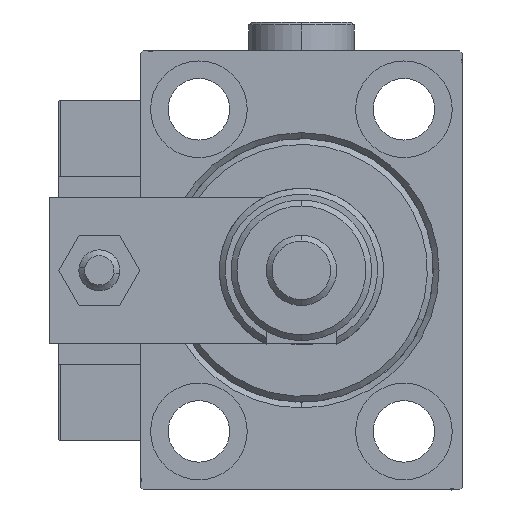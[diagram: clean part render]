
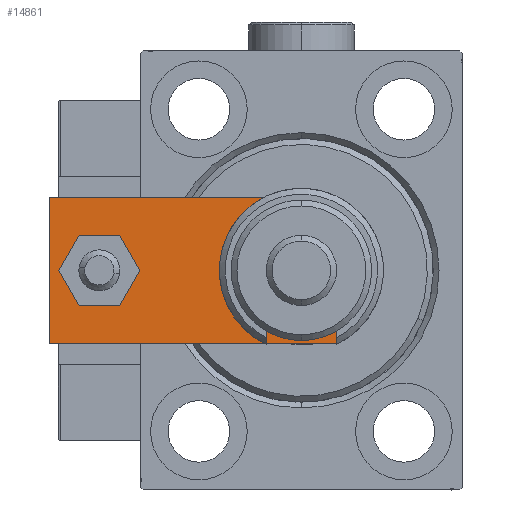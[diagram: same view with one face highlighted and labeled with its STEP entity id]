
A CAD part, left-side view. The second image highlights one B-rep face of the part: STEP entity #14861.
In plain terms, the highlighted face is planar.
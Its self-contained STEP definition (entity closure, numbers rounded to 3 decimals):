
#432 = CIRCLE ( 'NONE', #31165, 4. ) ;
#1246 = EDGE_CURVE ( 'NONE', #29034, #32006, #15714, .T. ) ;
#1445 = DIRECTION ( 'NONE',  ( 1., 0., 0. ) ) ;
#1817 = EDGE_LOOP ( 'NONE', ( #7289, #13478, #24096, #26416, #52033, #17527 ) ) ;
#2108 = DIRECTION ( 'NONE',  ( 1., 0., 0. ) ) ;
#2207 = DIRECTION ( 'NONE',  ( 1., 0., 0. ) ) ;
#4516 = DIRECTION ( 'NONE',  ( 0., -1., 0. ) ) ;
#5113 = CARTESIAN_POINT ( 'NONE',  ( 8.25, 12., 6. ) ) ;
#6232 = DIRECTION ( 'NONE',  ( 0., 0., 1. ) ) ;
#7006 = DIRECTION ( 'NONE',  ( 0.707, 0.707, 0. ) ) ;
#7060 = LINE ( 'NONE', #23544, #45682 ) ;
#7289 = ORIENTED_EDGE ( 'NONE', *, *, #12719, .T. ) ;
#7355 = DIRECTION ( 'NONE',  ( 0.707, -0.707, 0. ) ) ;
#7770 = VERTEX_POINT ( 'NONE', #33863 ) ;
#8168 = CARTESIAN_POINT ( 'NONE',  ( 12.5, 5.66, 6. ) ) ;
#9054 = AXIS2_PLACEMENT_3D ( 'NONE', #53056, #10692, #2207 ) ;
#9130 = EDGE_CURVE ( 'NONE', #21868, #9873, #42353, .T. ) ;
#9873 = VERTEX_POINT ( 'NONE', #14006 ) ;
#10692 = DIRECTION ( 'NONE',  ( 0., 0., 1. ) ) ;
#11119 = CARTESIAN_POINT ( 'NONE',  ( 12.5, 55., 6. ) ) ;
#11450 = CIRCLE ( 'NONE', #42228, 4. ) ;
#11458 = CARTESIAN_POINT ( 'NONE',  ( -3.42, -3.42, 6. ) ) ;
#11965 = DIRECTION ( 'NONE',  ( 0., 1., 0. ) ) ;
#12719 = EDGE_CURVE ( 'NONE', #50573, #7770, #30063, .T. ) ;
#13054 = DIRECTION ( 'NONE',  ( 0., 0., 1. ) ) ;
#13325 = DIRECTION ( 'NONE',  ( 1., 0., 0. ) ) ;
#13391 = EDGE_CURVE ( 'NONE', #9873, #21868, #46039, .T. ) ;
#13423 = EDGE_CURVE ( 'NONE', #16399, #50573, #52107, .T. ) ;
#13476 = VECTOR ( 'NONE', #14405, 1000. ) ;
#13478 = ORIENTED_EDGE ( 'NONE', *, *, #35122, .T. ) ;
#13628 = CARTESIAN_POINT ( 'NONE',  ( 0., 46.5, 6. ) ) ;
#14006 = CARTESIAN_POINT ( 'NONE',  ( -8.25, 12., 6. ) ) ;
#14405 = DIRECTION ( 'NONE',  ( -1., 0., 0. ) ) ;
#14808 = FACE_BOUND ( 'NONE', #16181, .T. ) ;
#14861 = ADVANCED_FACE ( 'NONE', ( #14808, #40695, #48401 ), #15074, .T. ) ;
#15074 = PLANE ( 'NONE',  #9054 ) ;
#15714 = LINE ( 'NONE', #36398, #38663 ) ;
#16181 = EDGE_LOOP ( 'NONE', ( #35699, #31935 ) ) ;
#16399 = VERTEX_POINT ( 'NONE', #11119 ) ;
#17527 = ORIENTED_EDGE ( 'NONE', *, *, #13423, .T. ) ;
#17648 = CARTESIAN_POINT ( 'NONE',  ( -12.5, 55., 6. ) ) ;
#18406 = ORIENTED_EDGE ( 'NONE', *, *, #9130, .F. ) ;
#18689 = VERTEX_POINT ( 'NONE', #38031 ) ;
#18696 = EDGE_CURVE ( 'NONE', #18689, #37441, #432, .T. ) ;
#18761 = DIRECTION ( 'NONE',  ( 1., 0., 0. ) ) ;
#18915 = CARTESIAN_POINT ( 'NONE',  ( -12.5, 55., 6. ) ) ;
#19505 = AXIS2_PLACEMENT_3D ( 'NONE', #29055, #28780, #36514 ) ;
#21868 = VERTEX_POINT ( 'NONE', #5113 ) ;
#23544 = CARTESIAN_POINT ( 'NONE',  ( 12.5, 0., 6. ) ) ;
#24096 = ORIENTED_EDGE ( 'NONE', *, *, #1246, .T. ) ;
#26151 = CARTESIAN_POINT ( 'NONE',  ( -6.84, 0., 6. ) ) ;
#26416 = ORIENTED_EDGE ( 'NONE', *, *, #53873, .T. ) ;
#28780 = DIRECTION ( 'NONE',  ( 0., 0., 1. ) ) ;
#29034 = VERTEX_POINT ( 'NONE', #26151 ) ;
#29055 = CARTESIAN_POINT ( 'NONE',  ( 0., 12., 6. ) ) ;
#30063 = LINE ( 'NONE', #17648, #44223 ) ;
#30312 = DIRECTION ( 'NONE',  ( 0., 0., 1. ) ) ;
#31165 = AXIS2_PLACEMENT_3D ( 'NONE', #47629, #30312, #1445 ) ;
#31935 = ORIENTED_EDGE ( 'NONE', *, *, #42274, .F. ) ;
#32006 = VERTEX_POINT ( 'NONE', #38748 ) ;
#32045 = LINE ( 'NONE', #48809, #40023 ) ;
#32537 = CARTESIAN_POINT ( 'NONE',  ( 4., 46.5, 6. ) ) ;
#33863 = CARTESIAN_POINT ( 'NONE',  ( -12.5, 5.66, 6. ) ) ;
#35122 = EDGE_CURVE ( 'NONE', #7770, #29034, #49163, .T. ) ;
#35699 = ORIENTED_EDGE ( 'NONE', *, *, #18696, .F. ) ;
#36043 = ORIENTED_EDGE ( 'NONE', *, *, #13391, .F. ) ;
#36398 = CARTESIAN_POINT ( 'NONE',  ( -12.5, 0., 6. ) ) ;
#36514 = DIRECTION ( 'NONE',  ( 1., 0., 0. ) ) ;
#36725 = VECTOR ( 'NONE', #7355, 1000. ) ;
#37077 = VERTEX_POINT ( 'NONE', #8168 ) ;
#37441 = VERTEX_POINT ( 'NONE', #32537 ) ;
#38031 = CARTESIAN_POINT ( 'NONE',  ( -4., 46.5, 6. ) ) ;
#38663 = VECTOR ( 'NONE', #18761, 1000. ) ;
#38748 = CARTESIAN_POINT ( 'NONE',  ( 6.84, 0., 6. ) ) ;
#40023 = VECTOR ( 'NONE', #7006, 1000. ) ;
#40061 = EDGE_CURVE ( 'NONE', #37077, #16399, #7060, .T. ) ;
#40695 = FACE_OUTER_BOUND ( 'NONE', #1817, .T. ) ;
#42228 = AXIS2_PLACEMENT_3D ( 'NONE', #13628, #6232, #2108 ) ;
#42274 = EDGE_CURVE ( 'NONE', #37441, #18689, #11450, .T. ) ;
#42353 = CIRCLE ( 'NONE', #19505, 8.25 ) ;
#44223 = VECTOR ( 'NONE', #4516, 1000. ) ;
#45682 = VECTOR ( 'NONE', #11965, 1000. ) ;
#46039 = CIRCLE ( 'NONE', #49520, 8.25 ) ;
#46283 = EDGE_LOOP ( 'NONE', ( #36043, #18406 ) ) ;
#47629 = CARTESIAN_POINT ( 'NONE',  ( 0., 46.5, 6. ) ) ;
#48000 = CARTESIAN_POINT ( 'NONE',  ( 12.5, 55., 6. ) ) ;
#48401 = FACE_BOUND ( 'NONE', #46283, .T. ) ;
#48809 = CARTESIAN_POINT ( 'NONE',  ( 3.42, -3.42, 6. ) ) ;
#49163 = LINE ( 'NONE', #11458, #36725 ) ;
#49520 = AXIS2_PLACEMENT_3D ( 'NONE', #50763, #13054, #13325 ) ;
#50573 = VERTEX_POINT ( 'NONE', #18915 ) ;
#50763 = CARTESIAN_POINT ( 'NONE',  ( 0., 12., 6. ) ) ;
#52033 = ORIENTED_EDGE ( 'NONE', *, *, #40061, .T. ) ;
#52107 = LINE ( 'NONE', #48000, #13476 ) ;
#53056 = CARTESIAN_POINT ( 'NONE',  ( 0., 0., 6. ) ) ;
#53873 = EDGE_CURVE ( 'NONE', #32006, #37077, #32045, .T. ) ;
